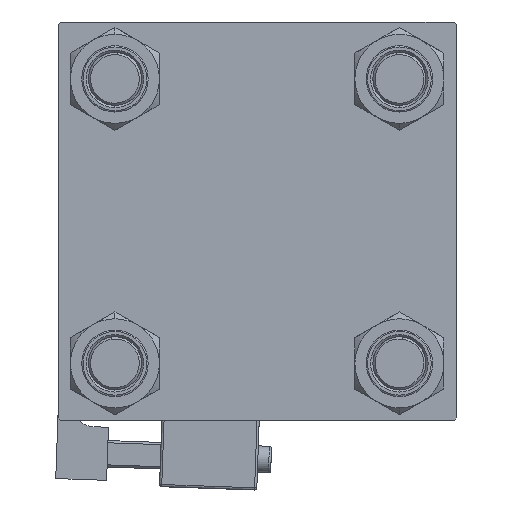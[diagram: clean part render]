
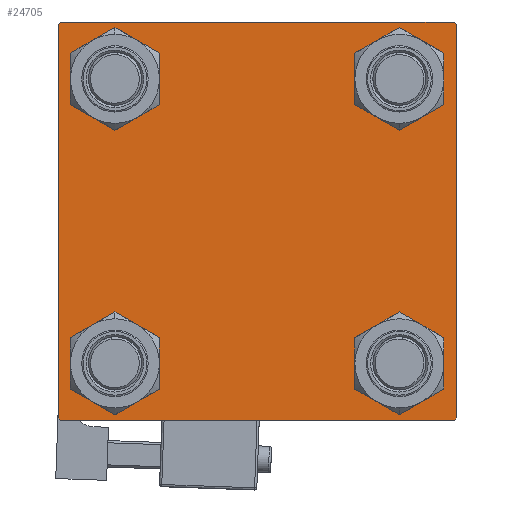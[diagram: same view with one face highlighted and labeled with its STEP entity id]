
A CAD part, left-side view. The second image highlights one B-rep face of the part: STEP entity #24705.
In plain terms, the highlighted planar face has unit normal (-1, 0, 0).
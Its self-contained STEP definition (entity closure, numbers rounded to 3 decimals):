
#179 = CARTESIAN_POINT ( 'NONE',  ( 0., 32.15, -25.65 ) ) ;
#582 = DIRECTION ( 'NONE',  ( 1., 0., 0. ) ) ;
#1350 = CIRCLE ( 'NONE', #21610, 6.5 ) ;
#1361 = DIRECTION ( 'NONE',  ( 0., 0., 1. ) ) ;
#1809 = FACE_BOUND ( 'NONE', #45815, .T. ) ;
#1814 = EDGE_CURVE ( 'NONE', #17699, #44192, #5111, .T. ) ;
#2203 = EDGE_LOOP ( 'NONE', ( #22347, #12812 ) ) ;
#2244 = CARTESIAN_POINT ( 'NONE',  ( 0., 32.15, 38.65 ) ) ;
#2754 = LINE ( 'NONE', #35286, #2785 ) ;
#2785 = VECTOR ( 'NONE', #51418, 1000. ) ;
#3340 = CIRCLE ( 'NONE', #44759, 6.5 ) ;
#3837 = VECTOR ( 'NONE', #40336, 1000. ) ;
#4121 = VECTOR ( 'NONE', #29848, 1000. ) ;
#4626 = EDGE_CURVE ( 'NONE', #14403, #17699, #49443, .T. ) ;
#4629 = DIRECTION ( 'NONE',  ( 0., 0.707, -0.707 ) ) ;
#5111 = LINE ( 'NONE', #21242, #33296 ) ;
#5191 = DIRECTION ( 'NONE',  ( 0., 0., 1. ) ) ;
#5194 = VERTEX_POINT ( 'NONE', #41916 ) ;
#5236 = VECTOR ( 'NONE', #44083, 1000. ) ;
#5343 = ORIENTED_EDGE ( 'NONE', *, *, #19795, .T. ) ;
#5615 = VERTEX_POINT ( 'NONE', #26160 ) ;
#5670 = CARTESIAN_POINT ( 'NONE',  ( 0., -44.5, -45. ) ) ;
#6662 = VERTEX_POINT ( 'NONE', #47001 ) ;
#6840 = FACE_BOUND ( 'NONE', #2203, .T. ) ;
#7308 = DIRECTION ( 'NONE',  ( 1., 0., 0. ) ) ;
#7667 = CARTESIAN_POINT ( 'NONE',  ( 0., -32.15, 32.15 ) ) ;
#7986 = EDGE_CURVE ( 'NONE', #5194, #6662, #28410, .T. ) ;
#9314 = EDGE_CURVE ( 'NONE', #19684, #15164, #1350, .T. ) ;
#9556 = CARTESIAN_POINT ( 'NONE',  ( 0., -32.15, 38.65 ) ) ;
#10336 = DIRECTION ( 'NONE',  ( 1., 0., 0. ) ) ;
#10501 = ORIENTED_EDGE ( 'NONE', *, *, #43000, .T. ) ;
#11460 = DIRECTION ( 'NONE',  ( 1., 0., 0. ) ) ;
#12077 = CARTESIAN_POINT ( 'NONE',  ( 0., -45., 45. ) ) ;
#12812 = ORIENTED_EDGE ( 'NONE', *, *, #17047, .T. ) ;
#13422 = CARTESIAN_POINT ( 'NONE',  ( 0., 44.5, 45. ) ) ;
#13818 = ORIENTED_EDGE ( 'NONE', *, *, #22049, .T. ) ;
#14403 = VERTEX_POINT ( 'NONE', #28904 ) ;
#14413 = EDGE_LOOP ( 'NONE', ( #27476, #10501 ) ) ;
#14641 = ORIENTED_EDGE ( 'NONE', *, *, #1814, .T. ) ;
#15164 = VERTEX_POINT ( 'NONE', #31579 ) ;
#15479 = ORIENTED_EDGE ( 'NONE', *, *, #7986, .T. ) ;
#15485 = CARTESIAN_POINT ( 'NONE',  ( 0., -32.15, 32.15 ) ) ;
#15687 = ORIENTED_EDGE ( 'NONE', *, *, #19394, .T. ) ;
#16023 = CIRCLE ( 'NONE', #45593, 6.5 ) ;
#16147 = CARTESIAN_POINT ( 'NONE',  ( 0., -45., -44.5 ) ) ;
#16842 = ORIENTED_EDGE ( 'NONE', *, *, #9314, .T. ) ;
#17047 = EDGE_CURVE ( 'NONE', #45341, #18998, #18397, .T. ) ;
#17050 = LINE ( 'NONE', #45097, #39978 ) ;
#17142 = CARTESIAN_POINT ( 'NONE',  ( 0., 45., -45. ) ) ;
#17699 = VERTEX_POINT ( 'NONE', #22728 ) ;
#18397 = CIRCLE ( 'NONE', #25998, 6.5 ) ;
#18998 = VERTEX_POINT ( 'NONE', #2244 ) ;
#19075 = CIRCLE ( 'NONE', #49514, 6.5 ) ;
#19160 = CARTESIAN_POINT ( 'NONE',  ( 0., 32.15, 25.65 ) ) ;
#19342 = AXIS2_PLACEMENT_3D ( 'NONE', #45396, #34012, #5191 ) ;
#19394 = EDGE_CURVE ( 'NONE', #5615, #31251, #50573, .T. ) ;
#19463 = ORIENTED_EDGE ( 'NONE', *, *, #4626, .T. ) ;
#19494 = DIRECTION ( 'NONE',  ( 0., -1., 0. ) ) ;
#19684 = VERTEX_POINT ( 'NONE', #32845 ) ;
#19795 = EDGE_CURVE ( 'NONE', #15164, #19684, #26072, .T. ) ;
#20211 = EDGE_CURVE ( 'NONE', #35871, #6662, #22699, .T. ) ;
#20351 = EDGE_CURVE ( 'NONE', #18998, #45341, #49781, .T. ) ;
#20692 = CARTESIAN_POINT ( 'NONE',  ( 0., 32.15, -38.65 ) ) ;
#20720 = DIRECTION ( 'NONE',  ( 0., -0.707, -0.707 ) ) ;
#21188 = EDGE_CURVE ( 'NONE', #23827, #34052, #16023, .T. ) ;
#21242 = CARTESIAN_POINT ( 'NONE',  ( 0., 44.75, -44.75 ) ) ;
#21610 = AXIS2_PLACEMENT_3D ( 'NONE', #37604, #582, #1361 ) ;
#21831 = ORIENTED_EDGE ( 'NONE', *, *, #30244, .F. ) ;
#22049 = EDGE_CURVE ( 'NONE', #31251, #5615, #3340, .T. ) ;
#22347 = ORIENTED_EDGE ( 'NONE', *, *, #20351, .T. ) ;
#22503 = CARTESIAN_POINT ( 'NONE',  ( 0., -32.15, -32.15 ) ) ;
#22699 = LINE ( 'NONE', #34601, #47247 ) ;
#22701 = DIRECTION ( 'NONE',  ( -1., 0., 0. ) ) ;
#22728 = CARTESIAN_POINT ( 'NONE',  ( 0., 45., -44.5 ) ) ;
#22840 = EDGE_LOOP ( 'NONE', ( #19463, #14641, #35305, #42893, #21831, #15479, #51157, #50225 ) ) ;
#22958 = DIRECTION ( 'NONE',  ( 0., 0., 1. ) ) ;
#23369 = CARTESIAN_POINT ( 'NONE',  ( 0., 32.15, -32.15 ) ) ;
#23785 = DIRECTION ( 'NONE',  ( 0., 0., 1. ) ) ;
#23827 = VERTEX_POINT ( 'NONE', #179 ) ;
#24705 = ADVANCED_FACE ( 'NONE', ( #42028, #1809, #43070, #6840, #47025 ), #46760, .T. ) ;
#25998 = AXIS2_PLACEMENT_3D ( 'NONE', #27090, #47444, #50630 ) ;
#26072 = CIRCLE ( 'NONE', #46343, 6.5 ) ;
#26155 = CARTESIAN_POINT ( 'NONE',  ( 0., 45., 45. ) ) ;
#26160 = CARTESIAN_POINT ( 'NONE',  ( 0., -32.15, 25.65 ) ) ;
#26344 = CARTESIAN_POINT ( 'NONE',  ( 0., 32.15, -32.15 ) ) ;
#27090 = CARTESIAN_POINT ( 'NONE',  ( 0., 32.15, 32.15 ) ) ;
#27476 = ORIENTED_EDGE ( 'NONE', *, *, #21188, .T. ) ;
#28021 = DIRECTION ( 'NONE',  ( 1., 0., 0. ) ) ;
#28410 = LINE ( 'NONE', #44548, #3837 ) ;
#28904 = CARTESIAN_POINT ( 'NONE',  ( 0., 45., 44.5 ) ) ;
#29621 = CARTESIAN_POINT ( 'NONE',  ( 0., 44.5, -45. ) ) ;
#29848 = DIRECTION ( 'NONE',  ( 0., -1., 0. ) ) ;
#30244 = EDGE_CURVE ( 'NONE', #5194, #40757, #51052, .T. ) ;
#31251 = VERTEX_POINT ( 'NONE', #9556 ) ;
#31579 = CARTESIAN_POINT ( 'NONE',  ( 0., -32.15, -25.65 ) ) ;
#31587 = EDGE_LOOP ( 'NONE', ( #13818, #15687 ) ) ;
#32845 = CARTESIAN_POINT ( 'NONE',  ( 0., -32.15, -38.65 ) ) ;
#33290 = LINE ( 'NONE', #17142, #4121 ) ;
#33296 = VECTOR ( 'NONE', #20720, 1000. ) ;
#34012 = DIRECTION ( 'NONE',  ( 1., 0., 0. ) ) ;
#34052 = VERTEX_POINT ( 'NONE', #20692 ) ;
#34282 = DIRECTION ( 'NONE',  ( 0., 0., 1. ) ) ;
#34601 = CARTESIAN_POINT ( 'NONE',  ( 0., 45., 45. ) ) ;
#35286 = CARTESIAN_POINT ( 'NONE',  ( 0., -44.75, -44.75 ) ) ;
#35305 = ORIENTED_EDGE ( 'NONE', *, *, #52284, .T. ) ;
#35400 = EDGE_CURVE ( 'NONE', #39340, #40757, #2754, .T. ) ;
#35871 = VERTEX_POINT ( 'NONE', #13422 ) ;
#36101 = EDGE_CURVE ( 'NONE', #35871, #14403, #17050, .T. ) ;
#36643 = VECTOR ( 'NONE', #37282, 1000. ) ;
#37282 = DIRECTION ( 'NONE',  ( 0., 0., -1. ) ) ;
#37604 = CARTESIAN_POINT ( 'NONE',  ( 0., -32.15, -32.15 ) ) ;
#37739 = DIRECTION ( 'NONE',  ( 1., 0., 0. ) ) ;
#39340 = VERTEX_POINT ( 'NONE', #5670 ) ;
#39978 = VECTOR ( 'NONE', #4629, 1000. ) ;
#40336 = DIRECTION ( 'NONE',  ( 0., 0.707, 0.707 ) ) ;
#40757 = VERTEX_POINT ( 'NONE', #16147 ) ;
#41916 = CARTESIAN_POINT ( 'NONE',  ( 0., -45., 44.5 ) ) ;
#42028 = FACE_BOUND ( 'NONE', #31587, .T. ) ;
#42609 = DIRECTION ( 'NONE',  ( 0., 0., 1. ) ) ;
#42893 = ORIENTED_EDGE ( 'NONE', *, *, #35400, .T. ) ;
#43000 = EDGE_CURVE ( 'NONE', #34052, #23827, #19075, .T. ) ;
#43070 = FACE_BOUND ( 'NONE', #14413, .T. ) ;
#43815 = AXIS2_PLACEMENT_3D ( 'NONE', #7667, #28021, #23785 ) ;
#44083 = DIRECTION ( 'NONE',  ( 0., 0., -1. ) ) ;
#44192 = VERTEX_POINT ( 'NONE', #29621 ) ;
#44548 = CARTESIAN_POINT ( 'NONE',  ( 0., -44.75, 44.75 ) ) ;
#44759 = AXIS2_PLACEMENT_3D ( 'NONE', #15485, #7308, #46969 ) ;
#45097 = CARTESIAN_POINT ( 'NONE',  ( 0., 44.75, 44.75 ) ) ;
#45341 = VERTEX_POINT ( 'NONE', #19160 ) ;
#45396 = CARTESIAN_POINT ( 'NONE',  ( 0., 32.15, 32.15 ) ) ;
#45593 = AXIS2_PLACEMENT_3D ( 'NONE', #26344, #37739, #34282 ) ;
#45815 = EDGE_LOOP ( 'NONE', ( #5343, #16842 ) ) ;
#46343 = AXIS2_PLACEMENT_3D ( 'NONE', #22503, #10336, #42609 ) ;
#46760 = PLANE ( 'NONE',  #49093 ) ;
#46969 = DIRECTION ( 'NONE',  ( 0., 0., 1. ) ) ;
#47001 = CARTESIAN_POINT ( 'NONE',  ( 0., -44.5, 45. ) ) ;
#47025 = FACE_OUTER_BOUND ( 'NONE', #22840, .T. ) ;
#47247 = VECTOR ( 'NONE', #19494, 1000. ) ;
#47444 = DIRECTION ( 'NONE',  ( 1., 0., 0. ) ) ;
#49093 = AXIS2_PLACEMENT_3D ( 'NONE', #50209, #22701, #22958 ) ;
#49443 = LINE ( 'NONE', #26155, #36643 ) ;
#49514 = AXIS2_PLACEMENT_3D ( 'NONE', #23369, #11460, #51144 ) ;
#49781 = CIRCLE ( 'NONE', #19342, 6.5 ) ;
#50209 = CARTESIAN_POINT ( 'NONE',  ( 0., 0., 0. ) ) ;
#50225 = ORIENTED_EDGE ( 'NONE', *, *, #36101, .T. ) ;
#50573 = CIRCLE ( 'NONE', #43815, 6.5 ) ;
#50630 = DIRECTION ( 'NONE',  ( 0., 0., 1. ) ) ;
#51052 = LINE ( 'NONE', #12077, #5236 ) ;
#51144 = DIRECTION ( 'NONE',  ( 0., 0., 1. ) ) ;
#51157 = ORIENTED_EDGE ( 'NONE', *, *, #20211, .F. ) ;
#51418 = DIRECTION ( 'NONE',  ( 0., -0.707, 0.707 ) ) ;
#52284 = EDGE_CURVE ( 'NONE', #44192, #39340, #33290, .T. ) ;
